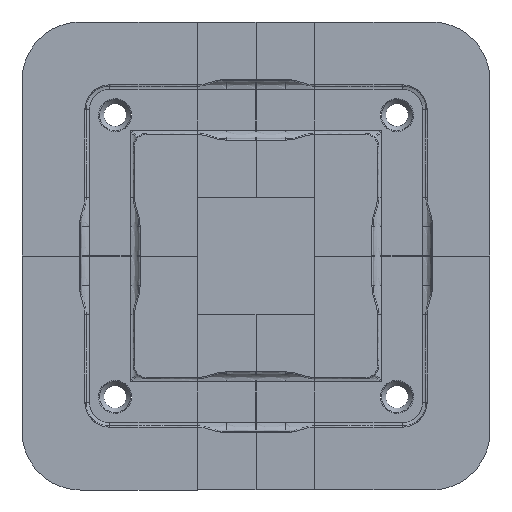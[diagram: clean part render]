
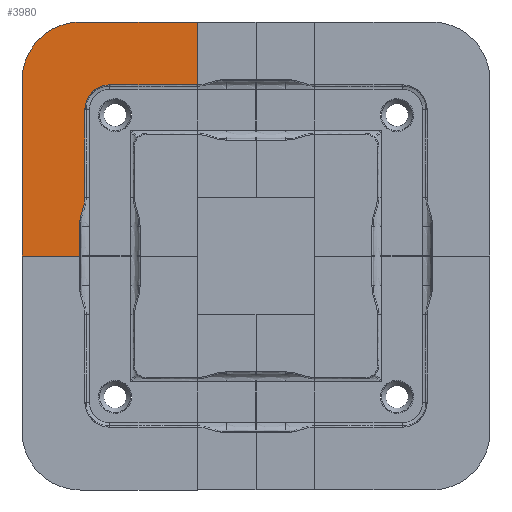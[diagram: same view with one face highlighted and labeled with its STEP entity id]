
A CAD part, front view. The second image highlights one B-rep face of the part: STEP entity #3980.
In plain terms, the highlighted free-form (B-spline) face has degree [3, 3] with [4, 4] control points.
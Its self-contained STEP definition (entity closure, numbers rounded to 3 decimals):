
#581=FACE_OUTER_BOUND('',#762,.T.);
#762=EDGE_LOOP('',(#3291,#3292,#3293,#3294,#3295,#3296,#3297,#3298,#3299,
#3300));
#1066=B_SPLINE_CURVE_WITH_KNOTS('',3,(#11495,#11496,#11497,#11498),
 .UNSPECIFIED.,.F.,.F.,(4,4),(0.,1.),.UNSPECIFIED.);
#1067=B_SPLINE_CURVE_WITH_KNOTS('',3,(#11500,#11501,#11502,#11503,#11504,
#11505,#11506),.UNSPECIFIED.,.F.,.F.,(4,3,4),(-0.753,-0.376,
0.),.UNSPECIFIED.);
#1068=B_SPLINE_CURVE_WITH_KNOTS('',3,(#11508,#11509,#11510,#11511),
 .UNSPECIFIED.,.F.,.F.,(4,4),(0.375,0.75),
 .UNSPECIFIED.);
#1069=B_SPLINE_CURVE_WITH_KNOTS('',3,(#11513,#11514,#11515,#11516),
 .UNSPECIFIED.,.F.,.F.,(4,4),(0.731,1.),.UNSPECIFIED.);
#1070=B_SPLINE_CURVE_WITH_KNOTS('',3,(#11518,#11519,#11520,#11521),
 .UNSPECIFIED.,.F.,.F.,(4,4),(-0.75,-0.25),.UNSPECIFIED.);
#1071=B_SPLINE_CURVE_WITH_KNOTS('',3,(#11523,#11524,#11525,#11526,#11527,
#11528,#11529),.UNSPECIFIED.,.F.,.F.,(4,3,4),(0.,0.888,1.773),
 .UNSPECIFIED.);
#1072=B_SPLINE_CURVE_WITH_KNOTS('',3,(#11531,#11532,#11533,#11534),
 .UNSPECIFIED.,.F.,.F.,(4,4),(-0.75,0.),.UNSPECIFIED.);
#1073=B_SPLINE_CURVE_WITH_KNOTS('',3,(#11536,#11537,#11538,#11539),
 .UNSPECIFIED.,.F.,.F.,(4,4),(0.,0.245),.UNSPECIFIED.);
#1074=B_SPLINE_CURVE_WITH_KNOTS('',3,(#11541,#11542,#11543,#11544),
 .UNSPECIFIED.,.F.,.F.,(4,4),(0.,0.127),.UNSPECIFIED.);
#1075=B_SPLINE_CURVE_WITH_KNOTS('',3,(#11545,#11546,#11547,#11548,#11549,
#11550,#11551),.UNSPECIFIED.,.F.,.F.,(4,3,4),(-0.555,-0.278,
0.),.UNSPECIFIED.);
#1715=VERTEX_POINT('',#11493);
#1716=VERTEX_POINT('',#11494);
#1717=VERTEX_POINT('',#11499);
#1718=VERTEX_POINT('',#11507);
#1719=VERTEX_POINT('',#11512);
#1720=VERTEX_POINT('',#11517);
#1721=VERTEX_POINT('',#11522);
#1722=VERTEX_POINT('',#11530);
#1723=VERTEX_POINT('',#11535);
#1724=VERTEX_POINT('',#11540);
#2499=EDGE_CURVE('',#1715,#1716,#1066,.T.);
#2500=EDGE_CURVE('',#1716,#1717,#1067,.T.);
#2501=EDGE_CURVE('',#1717,#1718,#1068,.T.);
#2502=EDGE_CURVE('',#1718,#1719,#1069,.T.);
#2503=EDGE_CURVE('',#1719,#1720,#1070,.T.);
#2504=EDGE_CURVE('',#1720,#1721,#1071,.T.);
#2505=EDGE_CURVE('',#1721,#1722,#1072,.T.);
#2506=EDGE_CURVE('',#1722,#1723,#1073,.T.);
#2507=EDGE_CURVE('',#1723,#1724,#1074,.T.);
#2508=EDGE_CURVE('',#1724,#1715,#1075,.T.);
#3291=ORIENTED_EDGE('',*,*,#2499,.T.);
#3292=ORIENTED_EDGE('',*,*,#2500,.T.);
#3293=ORIENTED_EDGE('',*,*,#2501,.T.);
#3294=ORIENTED_EDGE('',*,*,#2502,.T.);
#3295=ORIENTED_EDGE('',*,*,#2503,.T.);
#3296=ORIENTED_EDGE('',*,*,#2504,.T.);
#3297=ORIENTED_EDGE('',*,*,#2505,.T.);
#3298=ORIENTED_EDGE('',*,*,#2506,.T.);
#3299=ORIENTED_EDGE('',*,*,#2507,.T.);
#3300=ORIENTED_EDGE('',*,*,#2508,.T.);
#3841=B_SPLINE_SURFACE_WITH_KNOTS('',3,3,((#11477,#11478,#11479,#11480),
(#11481,#11482,#11483,#11484),(#11485,#11486,#11487,#11488),(#11489,#11490,
#11491,#11492)),.UNSPECIFIED.,.F.,.F.,.F.,(4,4),(4,4),(0.,1.),(0.,1.),
 .UNSPECIFIED.);
#3980=ADVANCED_FACE('',(#581),#3841,.T.);
#11477=CARTESIAN_POINT('Ctrl Pts',(412.056,27.97,75.652));
#11478=CARTESIAN_POINT('Ctrl Pts',(412.056,27.97,90.319));
#11479=CARTESIAN_POINT('Ctrl Pts',(412.056,27.97,104.985));
#11480=CARTESIAN_POINT('Ctrl Pts',(412.056,27.97,119.652));
#11481=CARTESIAN_POINT('Ctrl Pts',(426.723,27.97,75.652));
#11482=CARTESIAN_POINT('Ctrl Pts',(426.723,27.97,90.319));
#11483=CARTESIAN_POINT('Ctrl Pts',(426.723,27.97,104.985));
#11484=CARTESIAN_POINT('Ctrl Pts',(426.723,27.97,119.652));
#11485=CARTESIAN_POINT('Ctrl Pts',(441.389,27.97,75.652));
#11486=CARTESIAN_POINT('Ctrl Pts',(441.389,27.97,90.319));
#11487=CARTESIAN_POINT('Ctrl Pts',(441.389,27.97,104.985));
#11488=CARTESIAN_POINT('Ctrl Pts',(441.389,27.97,119.652));
#11489=CARTESIAN_POINT('Ctrl Pts',(456.056,27.97,75.652));
#11490=CARTESIAN_POINT('Ctrl Pts',(456.056,27.97,90.319));
#11491=CARTESIAN_POINT('Ctrl Pts',(456.056,27.97,104.985));
#11492=CARTESIAN_POINT('Ctrl Pts',(456.056,27.97,119.652));
#11493=CARTESIAN_POINT('',(423.885,27.97,86.652));
#11494=CARTESIAN_POINT('',(423.885,27.97,103.152));
#11495=CARTESIAN_POINT('Ctrl Pts',(423.885,27.97,86.652));
#11496=CARTESIAN_POINT('Ctrl Pts',(423.885,27.97,92.152));
#11497=CARTESIAN_POINT('Ctrl Pts',(423.885,27.97,97.652));
#11498=CARTESIAN_POINT('Ctrl Pts',(423.885,27.97,103.152));
#11499=CARTESIAN_POINT('',(428.556,27.97,107.823));
#11500=CARTESIAN_POINT('Ctrl Pts',(423.885,27.97,103.152));
#11501=CARTESIAN_POINT('Ctrl Pts',(423.885,27.97,104.391));
#11502=CARTESIAN_POINT('Ctrl Pts',(424.377,27.97,105.579));
#11503=CARTESIAN_POINT('Ctrl Pts',(425.253,27.97,106.455));
#11504=CARTESIAN_POINT('Ctrl Pts',(426.129,27.97,107.331));
#11505=CARTESIAN_POINT('Ctrl Pts',(427.317,27.97,107.823));
#11506=CARTESIAN_POINT('Ctrl Pts',(428.556,27.97,107.823));
#11507=CARTESIAN_POINT('',(445.056,27.97,107.823));
#11508=CARTESIAN_POINT('Ctrl Pts',(428.556,27.97,107.823));
#11509=CARTESIAN_POINT('Ctrl Pts',(434.056,27.97,107.823));
#11510=CARTESIAN_POINT('Ctrl Pts',(439.556,27.97,107.823));
#11511=CARTESIAN_POINT('Ctrl Pts',(445.056,27.97,107.823));
#11512=CARTESIAN_POINT('',(445.056,27.97,119.652));
#11513=CARTESIAN_POINT('Ctrl Pts',(445.056,27.97,107.823));
#11514=CARTESIAN_POINT('Ctrl Pts',(445.056,27.97,111.766));
#11515=CARTESIAN_POINT('Ctrl Pts',(445.056,27.97,115.709));
#11516=CARTESIAN_POINT('Ctrl Pts',(445.056,27.97,119.652));
#11517=CARTESIAN_POINT('',(423.056,27.97,119.652));
#11518=CARTESIAN_POINT('Ctrl Pts',(445.056,27.97,119.652));
#11519=CARTESIAN_POINT('Ctrl Pts',(437.723,27.97,119.652));
#11520=CARTESIAN_POINT('Ctrl Pts',(430.389,27.97,119.652));
#11521=CARTESIAN_POINT('Ctrl Pts',(423.056,27.97,119.652));
#11522=CARTESIAN_POINT('',(412.056,27.97,108.652));
#11523=CARTESIAN_POINT('Ctrl Pts',(423.056,27.97,119.652));
#11524=CARTESIAN_POINT('Ctrl Pts',(420.132,27.97,119.652));
#11525=CARTESIAN_POINT('Ctrl Pts',(417.329,27.97,118.488));
#11526=CARTESIAN_POINT('Ctrl Pts',(415.265,27.97,116.417));
#11527=CARTESIAN_POINT('Ctrl Pts',(413.21,27.97,114.356));
#11528=CARTESIAN_POINT('Ctrl Pts',(412.056,27.97,111.563));
#11529=CARTESIAN_POINT('Ctrl Pts',(412.056,27.97,108.652));
#11530=CARTESIAN_POINT('',(412.056,27.97,75.652));
#11531=CARTESIAN_POINT('Ctrl Pts',(412.056,27.97,108.652));
#11532=CARTESIAN_POINT('Ctrl Pts',(412.056,27.97,97.652));
#11533=CARTESIAN_POINT('Ctrl Pts',(412.056,27.97,86.652));
#11534=CARTESIAN_POINT('Ctrl Pts',(412.056,27.97,75.652));
#11535=CARTESIAN_POINT('',(422.842,27.97,75.652));
#11536=CARTESIAN_POINT('Ctrl Pts',(412.056,27.97,75.652));
#11537=CARTESIAN_POINT('Ctrl Pts',(415.651,27.97,75.652));
#11538=CARTESIAN_POINT('Ctrl Pts',(419.247,27.97,75.652));
#11539=CARTESIAN_POINT('Ctrl Pts',(422.842,27.97,75.652));
#11540=CARTESIAN_POINT('',(422.842,27.97,81.253));
#11541=CARTESIAN_POINT('Ctrl Pts',(422.842,27.97,75.652));
#11542=CARTESIAN_POINT('Ctrl Pts',(422.842,27.97,77.519));
#11543=CARTESIAN_POINT('Ctrl Pts',(422.842,27.97,79.386));
#11544=CARTESIAN_POINT('Ctrl Pts',(422.842,27.97,81.253));
#11545=CARTESIAN_POINT('Ctrl Pts',(422.842,27.97,81.253));
#11546=CARTESIAN_POINT('Ctrl Pts',(422.842,27.97,82.206));
#11547=CARTESIAN_POINT('Ctrl Pts',(423.097,27.97,83.063));
#11548=CARTESIAN_POINT('Ctrl Pts',(423.363,27.97,83.953));
#11549=CARTESIAN_POINT('Ctrl Pts',(423.63,27.97,84.843));
#11550=CARTESIAN_POINT('Ctrl Pts',(423.885,27.97,85.699));
#11551=CARTESIAN_POINT('Ctrl Pts',(423.885,27.97,86.652));
